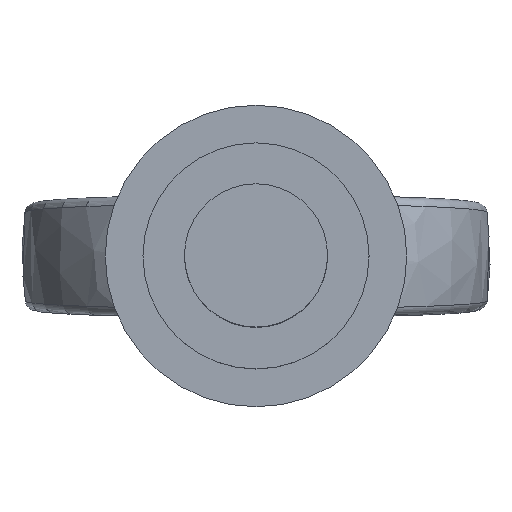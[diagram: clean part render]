
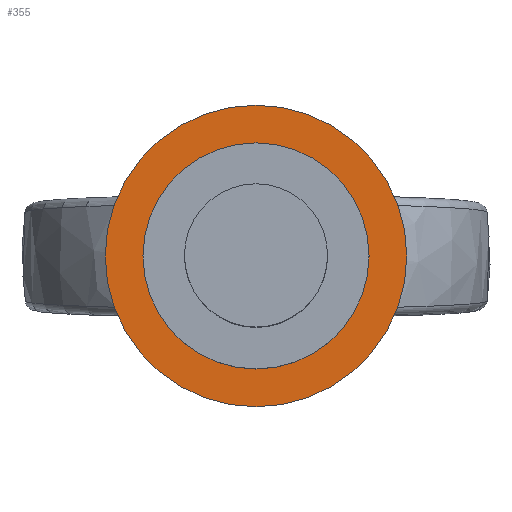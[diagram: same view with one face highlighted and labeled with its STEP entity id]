
A CAD part, top view. The second image highlights one B-rep face of the part: STEP entity #355.
In plain terms, the highlighted planar face has unit normal (0, 0, 1).
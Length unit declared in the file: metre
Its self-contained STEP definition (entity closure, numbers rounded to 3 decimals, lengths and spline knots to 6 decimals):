
#28=PLANE('',#407);
#93=ORIENTED_EDGE('',*,*,#173,.F.);
#94=ORIENTED_EDGE('',*,*,#178,.T.);
#173=EDGE_CURVE('',#217,#217,#247,.T.);
#178=EDGE_CURVE('',#220,#220,#250,.T.);
#217=VERTEX_POINT('',#722);
#220=VERTEX_POINT('',#739);
#247=CIRCLE('',#402,0.003);
#250=CIRCLE('',#408,0.004);
#271=EDGE_LOOP('',(#93));
#272=EDGE_LOOP('',(#94));
#315=FACE_BOUND('',#271,.T.);
#316=FACE_BOUND('',#272,.T.);
#355=ADVANCED_FACE('',(#315,#316),#28,.T.);
#402=AXIS2_PLACEMENT_3D('',#721,#466,#467);
#407=AXIS2_PLACEMENT_3D('',#737,#476,#477);
#408=AXIS2_PLACEMENT_3D('',#738,#478,#479);
#466=DIRECTION('',(0.,0.,1.));
#467=DIRECTION('',(1.,0.,0.));
#476=DIRECTION('',(0.,0.,1.));
#477=DIRECTION('',(1.,0.,0.));
#478=DIRECTION('',(0.,0.,1.));
#479=DIRECTION('',(1.,0.,0.));
#721=CARTESIAN_POINT('',(0.,0.,-0.0012));
#722=CARTESIAN_POINT('',(0.003,0.,-0.0012));
#737=CARTESIAN_POINT('',(0.,0.,-0.0012));
#738=CARTESIAN_POINT('',(0.,0.,-0.0012));
#739=CARTESIAN_POINT('',(0.004,0.,-0.0012));
